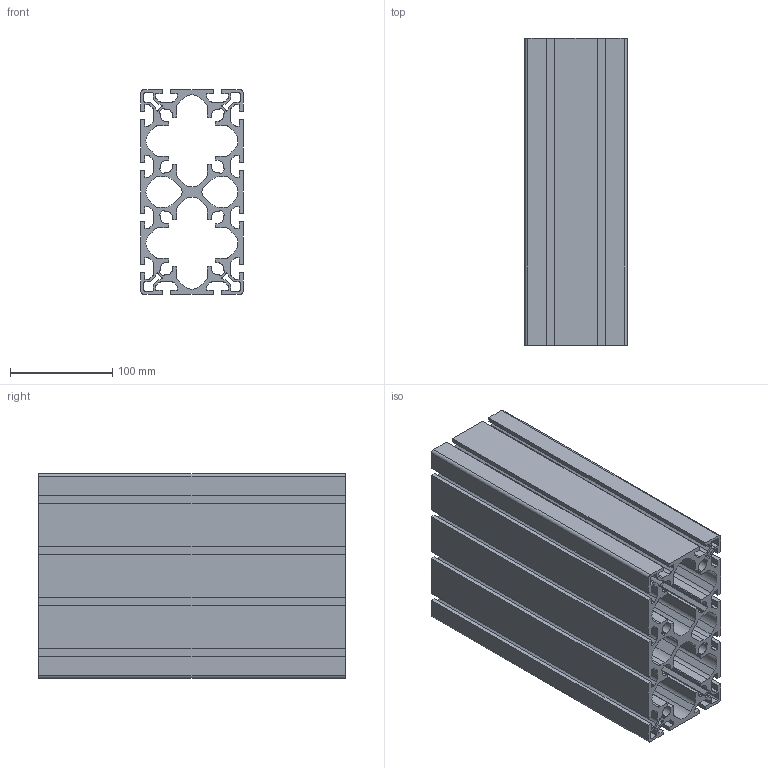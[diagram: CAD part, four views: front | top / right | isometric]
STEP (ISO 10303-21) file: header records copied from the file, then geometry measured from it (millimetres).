
FILE_DESCRIPTION (( 'STEP AP214' ), '1' );
FILE_NAME ('1728143868840.step', '2024-10-05T15:58:12', ( 'Windows User' ), ( '' ), 'SwSTEP 2.0', 'SolidWorks 2011', '' );
FILE_SCHEMA (( 'AUTOMOTIVE_DESIGN' ));
Length unit declared in the file: millimetre
Products named in the file (2): 1.11.100200.124SPx300.00(1); 1728143868840
Assembly tree (1 placements, depth 2):
  1728143868840
    1.11.100200.124SPx300.00(1)
Bounding box: 100 x 300 x 200 mm (x, y, z)
Volume: 1821564.3 mm3; surface area: 732765.6 mm2
Topology: 1 solids, 1 shells, 493 faces, 1473 edges, 982 vertices
Faces by surface type: cylinder 259, plane 234
Entity records: 16843 total; most frequent: DIRECTION 2985, CARTESIAN_POINT 2952, ORIENTED_EDGE 2946, EDGE_CURVE 1473, AXIS2_PLACEMENT_3D 1015, VERTEX_POINT 982, VECTOR 955, LINE 955
